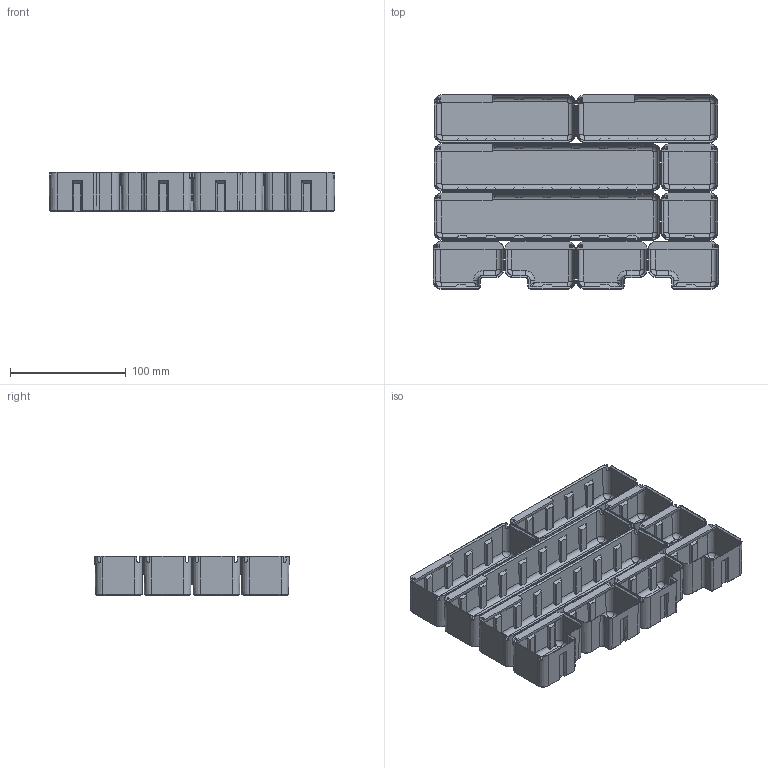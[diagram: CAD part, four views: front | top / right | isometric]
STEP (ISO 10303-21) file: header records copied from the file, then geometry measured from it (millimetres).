
FILE_DESCRIPTION(('Open CASCADE Model'),'2;1');
FILE_NAME('XXL','0000-00-00T00:00:00',('Author'),('Open CASCADE'), 'Open CASCADE STEP processor 7.8','build123d','Unknown');
FILE_SCHEMA(('AUTOMOTIVE_DESIGN { 1 0 10303 214 1 1 1 1 }'));
Length unit declared in the file: millimetre
Products named in the file (11): XXL; U5; SOLID; U8; U2; A2; B2
Assembly tree (15 placements, depth 3):
  XXL
    U5  x2
      SOLID
    U8  x2
      SOLID
    U2  x2
      SOLID
    A2  x2
      SOLID
    B2  x2
      SOLID
Bounding box: 247 x 167.8 x 33.7 mm (x, y, z)
Volume: 186312.2 mm3; surface area: 250684.4 mm2
Topology: 10 solids, 10 shells, 1396 faces, 3932 edges, 2528 vertices
Faces by surface type: plane 916, cylinder 232, cone 200, revolution 40, torus 4, bspline 4
Entity records: 54820 total; most frequent: CARTESIAN_POINT 17840, DIRECTION 6179, ORIENTED_EDGE 3928, PCURVE 3928, DEFINITIONAL_REPRESENTATION 3928, LINE 3562, VECTOR 3562, EDGE_CURVE 1964
